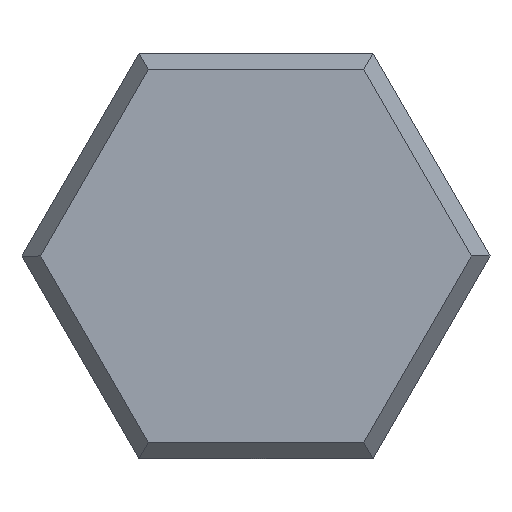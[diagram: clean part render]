
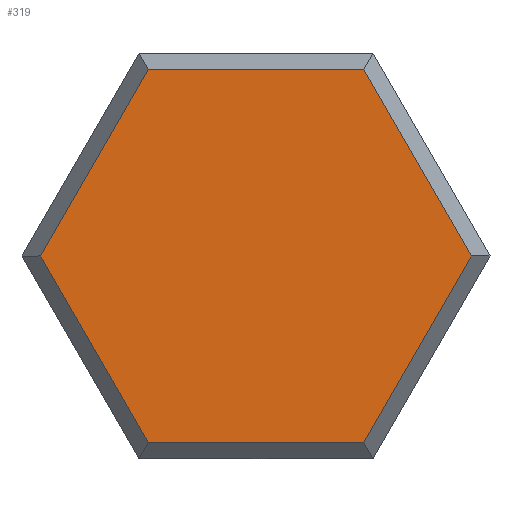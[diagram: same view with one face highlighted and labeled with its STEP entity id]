
A CAD part, front view. The second image highlights one B-rep face of the part: STEP entity #319.
In plain terms, the highlighted planar face has unit normal (0, -1, 0).
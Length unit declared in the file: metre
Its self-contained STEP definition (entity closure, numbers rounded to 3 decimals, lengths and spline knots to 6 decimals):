
#66=ORIENTED_EDGE('',*,*,#126,.F.);
#67=ORIENTED_EDGE('',*,*,#127,.F.);
#68=ORIENTED_EDGE('',*,*,#128,.F.);
#69=ORIENTED_EDGE('',*,*,#129,.F.);
#70=ORIENTED_EDGE('',*,*,#130,.F.);
#71=ORIENTED_EDGE('',*,*,#131,.F.);
#126=EDGE_CURVE('',#156,#157,#192,.T.);
#127=EDGE_CURVE('',#158,#156,#193,.T.);
#128=EDGE_CURVE('',#159,#158,#194,.T.);
#129=EDGE_CURVE('',#160,#159,#195,.T.);
#130=EDGE_CURVE('',#161,#160,#196,.T.);
#131=EDGE_CURVE('',#157,#161,#197,.T.);
#156=VERTEX_POINT('',#507);
#157=VERTEX_POINT('',#508);
#158=VERTEX_POINT('',#510);
#159=VERTEX_POINT('',#512);
#160=VERTEX_POINT('',#514);
#161=VERTEX_POINT('',#516);
#192=LINE('',#506,#234);
#193=LINE('',#509,#235);
#194=LINE('',#511,#236);
#195=LINE('',#513,#237);
#196=LINE('',#515,#238);
#197=LINE('',#517,#239);
#234=VECTOR('',#419,1.);
#235=VECTOR('',#420,1.);
#236=VECTOR('',#421,1.);
#237=VECTOR('',#422,1.);
#238=VECTOR('',#423,1.);
#239=VECTOR('',#424,1.);
#259=EDGE_LOOP('',(#66,#67,#68,#69,#70,#71));
#279=FACE_BOUND('',#259,.T.);
#299=PLANE('',#352);
#319=ADVANCED_FACE('',(#279),#299,.T.);
#352=AXIS2_PLACEMENT_3D('',#505,#417,#418);
#417=DIRECTION('',(0.,-1.,0.));
#418=DIRECTION('',(1.,0.,0.));
#419=DIRECTION('',(-0.5,0.,-0.866));
#420=DIRECTION('',(0.5,0.,-0.866));
#421=DIRECTION('',(1.,0.,0.));
#422=DIRECTION('',(0.5,0.,0.866));
#423=DIRECTION('',(-0.5,0.,0.866));
#424=DIRECTION('',(-1.,0.,0.));
#505=CARTESIAN_POINT('',(0.,-0.05,0.));
#506=CARTESIAN_POINT('',(0.001992,-0.05,-0.00115));
#507=CARTESIAN_POINT('',(0.002656,-0.05,0.));
#508=CARTESIAN_POINT('',(0.001328,-0.05,-0.0023));
#509=CARTESIAN_POINT('',(0.001992,-0.05,0.00115));
#510=CARTESIAN_POINT('',(0.001328,-0.05,0.0023));
#511=CARTESIAN_POINT('',(0.,-0.05,0.0023));
#512=CARTESIAN_POINT('',(-0.001328,-0.05,0.0023));
#513=CARTESIAN_POINT('',(-0.001992,-0.05,0.00115));
#514=CARTESIAN_POINT('',(-0.002656,-0.05,0.));
#515=CARTESIAN_POINT('',(-0.001992,-0.05,-0.00115));
#516=CARTESIAN_POINT('',(-0.001328,-0.05,-0.0023));
#517=CARTESIAN_POINT('',(0.,-0.05,-0.0023));
